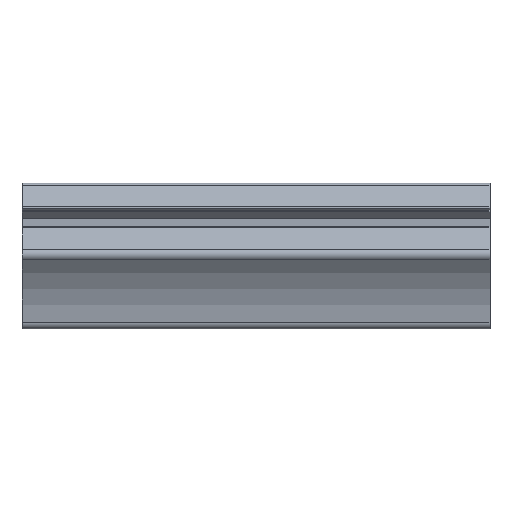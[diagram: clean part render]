
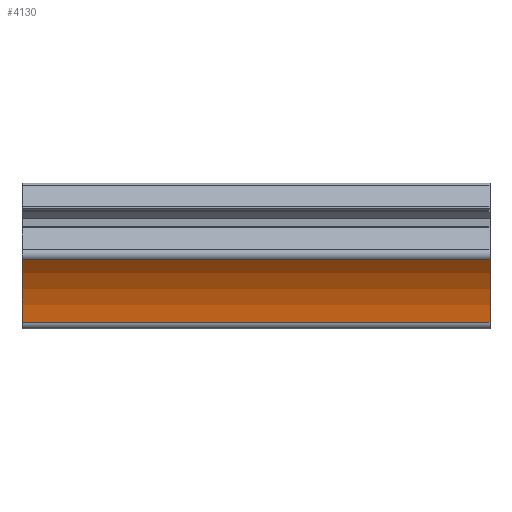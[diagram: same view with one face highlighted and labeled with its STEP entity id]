
A CAD part, left-side view. The second image highlights one B-rep face of the part: STEP entity #4130.
In plain terms, the highlighted cylindrical face has radius 45 mm (diameter 90 mm), a partial arc.
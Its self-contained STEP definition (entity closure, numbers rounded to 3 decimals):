
#86 = LINE ( 'NONE', #4669, #4953 ) ;
#304 = EDGE_CURVE ( 'NONE', #3050, #510, #86, .T. ) ;
#310 = CIRCLE ( 'NONE', #487, 45. ) ;
#322 = CARTESIAN_POINT ( 'NONE',  ( -28.616, 200., 3.938 ) ) ;
#487 = AXIS2_PLACEMENT_3D ( 'NONE', #1070, #4495, #565 ) ;
#510 = VERTEX_POINT ( 'NONE', #4881 ) ;
#565 = DIRECTION ( 'NONE',  ( 0., 0., 1. ) ) ;
#736 = ORIENTED_EDGE ( 'NONE', *, *, #1654, .T. ) ;
#783 = CARTESIAN_POINT ( 'NONE',  ( -62.362, 0., -25.831 ) ) ;
#934 = CARTESIAN_POINT ( 'NONE',  ( -62.362, 0., -25.831 ) ) ;
#1011 = EDGE_LOOP ( 'NONE', ( #4813, #736, #2566, #4490 ) ) ;
#1070 = CARTESIAN_POINT ( 'NONE',  ( -62.362, 200., -25.831 ) ) ;
#1271 = CYLINDRICAL_SURFACE ( 'NONE', #5124, 45. ) ;
#1282 = VERTEX_POINT ( 'NONE', #4089 ) ;
#1654 = EDGE_CURVE ( 'NONE', #5826, #510, #3916, .T. ) ;
#1886 = VECTOR ( 'NONE', #2904, 1000. ) ;
#1917 = CARTESIAN_POINT ( 'NONE',  ( -17.45, 0., -23.019 ) ) ;
#2566 = ORIENTED_EDGE ( 'NONE', *, *, #304, .F. ) ;
#2567 = LINE ( 'NONE', #1917, #1886 ) ;
#2904 = DIRECTION ( 'NONE',  ( 0., 1., 0. ) ) ;
#3050 = VERTEX_POINT ( 'NONE', #322 ) ;
#3327 = EDGE_CURVE ( 'NONE', #5826, #1282, #2567, .T. ) ;
#3339 = CARTESIAN_POINT ( 'NONE',  ( -17.45, 0., -23.019 ) ) ;
#3916 = CIRCLE ( 'NONE', #4322, 45. ) ;
#4089 = CARTESIAN_POINT ( 'NONE',  ( -17.45, 200., -23.019 ) ) ;
#4130 = ADVANCED_FACE ( 'NONE', ( #6029 ), #1271, .F. ) ;
#4180 = DIRECTION ( 'NONE',  ( 0., 1., 0. ) ) ;
#4322 = AXIS2_PLACEMENT_3D ( 'NONE', #934, #4834, #4789 ) ;
#4490 = ORIENTED_EDGE ( 'NONE', *, *, #4634, .F. ) ;
#4495 = DIRECTION ( 'NONE',  ( 0., -1., 0. ) ) ;
#4634 = EDGE_CURVE ( 'NONE', #1282, #3050, #310, .T. ) ;
#4669 = CARTESIAN_POINT ( 'NONE',  ( -28.616, 0., 3.938 ) ) ;
#4716 = DIRECTION ( 'NONE',  ( 0., 0., 1. ) ) ;
#4789 = DIRECTION ( 'NONE',  ( 0., 0., 1. ) ) ;
#4813 = ORIENTED_EDGE ( 'NONE', *, *, #3327, .F. ) ;
#4834 = DIRECTION ( 'NONE',  ( 0., -1., 0. ) ) ;
#4881 = CARTESIAN_POINT ( 'NONE',  ( -28.616, 0., 3.938 ) ) ;
#4953 = VECTOR ( 'NONE', #5185, 1000. ) ;
#5124 = AXIS2_PLACEMENT_3D ( 'NONE', #783, #4180, #4716 ) ;
#5185 = DIRECTION ( 'NONE',  ( 0., -1., 0. ) ) ;
#5826 = VERTEX_POINT ( 'NONE', #3339 ) ;
#6029 = FACE_OUTER_BOUND ( 'NONE', #1011, .T. ) ;
